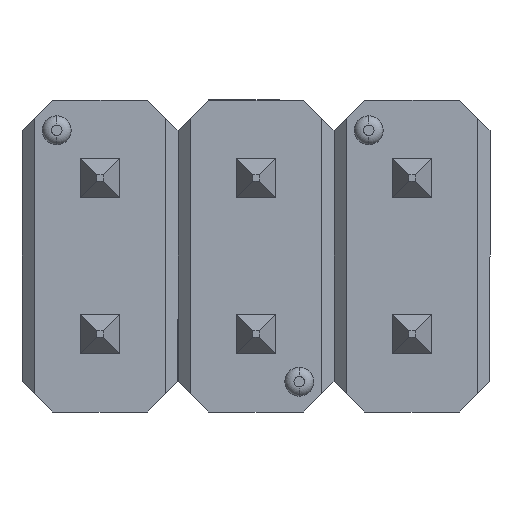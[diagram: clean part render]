
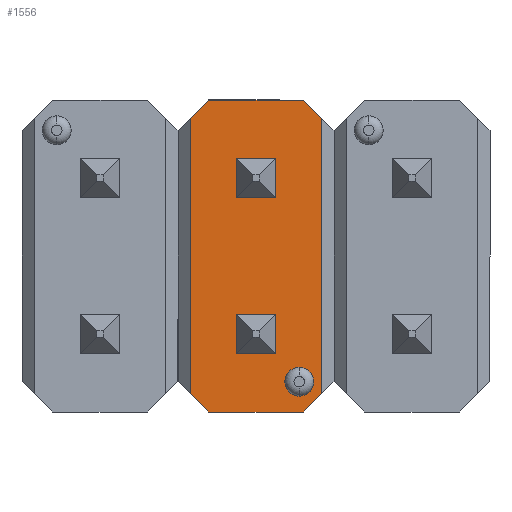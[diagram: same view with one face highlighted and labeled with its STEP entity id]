
A CAD part, front view. The second image highlights one B-rep face of the part: STEP entity #1556.
In plain terms, the highlighted planar face has unit normal (0, -1, 0).
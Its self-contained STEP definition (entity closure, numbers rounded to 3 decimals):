
#10 = LINE ( 'NONE', #408, #682 ) ;
#46 = ORIENTED_EDGE ( 'NONE', *, *, #691, .T. ) ;
#55 = LINE ( 'NONE', #104, #1149 ) ;
#72 = CIRCLE ( 'NONE', #461, 0.236 ) ;
#79 = EDGE_CURVE ( 'NONE', #675, #1162, #1431, .T. ) ;
#101 = VECTOR ( 'NONE', #134, 1000. ) ;
#104 = CARTESIAN_POINT ( 'NONE',  ( 0.77, 0., -2.54 ) ) ;
#134 = DIRECTION ( 'NONE',  ( -0.707, 0., 0.707 ) ) ;
#166 = ORIENTED_EDGE ( 'NONE', *, *, #831, .T. ) ;
#190 = LINE ( 'NONE', #373, #825 ) ;
#209 = DIRECTION ( 'NONE',  ( -0.707, 0., -0.707 ) ) ;
#213 = EDGE_CURVE ( 'NONE', #248, #1072, #879, .T. ) ;
#248 = VERTEX_POINT ( 'NONE', #1044 ) ;
#316 = VERTEX_POINT ( 'NONE', #1356 ) ;
#336 = EDGE_CURVE ( 'NONE', #248, #675, #1570, .T. ) ;
#337 = AXIS2_PLACEMENT_3D ( 'NONE', #541, #676, #1539 ) ;
#373 = CARTESIAN_POINT ( 'NONE',  ( -1.27, 0., -2.04 ) ) ;
#388 = CARTESIAN_POINT ( 'NONE',  ( 0.77, 0., 2.54 ) ) ;
#404 = CARTESIAN_POINT ( 'NONE',  ( -0.704, 0., 2.282 ) ) ;
#408 = CARTESIAN_POINT ( 'NONE',  ( 1.07, 0., 0. ) ) ;
#461 = AXIS2_PLACEMENT_3D ( 'NONE', #725, #1589, #840 ) ;
#489 = LINE ( 'NONE', #1370, #101 ) ;
#494 = AXIS2_PLACEMENT_3D ( 'NONE', #636, #1493, #620 ) ;
#497 = DIRECTION ( 'NONE',  ( 0.707, 0., -0.707 ) ) ;
#499 = DIRECTION ( 'NONE',  ( 0., 0., -1. ) ) ;
#527 = DIRECTION ( 'NONE',  ( 0., 0., 1. ) ) ;
#541 = CARTESIAN_POINT ( 'NONE',  ( 0., 0., 0. ) ) ;
#547 = CARTESIAN_POINT ( 'NONE',  ( -1.27, 0., 2.54 ) ) ;
#553 = EDGE_LOOP ( 'NONE', ( #166, #46 ) ) ;
#609 = VECTOR ( 'NONE', #1013, 1000. ) ;
#620 = DIRECTION ( 'NONE',  ( 0., 0., 1. ) ) ;
#631 = ORIENTED_EDGE ( 'NONE', *, *, #1256, .F. ) ;
#636 = CARTESIAN_POINT ( 'NONE',  ( -0.704, 0., 2.047 ) ) ;
#653 = CARTESIAN_POINT ( 'NONE',  ( -1.27, 0., -2.54 ) ) ;
#657 = ORIENTED_EDGE ( 'NONE', *, *, #79, .T. ) ;
#662 = VERTEX_POINT ( 'NONE', #1487 ) ;
#675 = VERTEX_POINT ( 'NONE', #1108 ) ;
#676 = DIRECTION ( 'NONE',  ( 0., 1., 0. ) ) ;
#682 = VECTOR ( 'NONE', #527, 1000. ) ;
#691 = EDGE_CURVE ( 'NONE', #1288, #1095, #1443, .T. ) ;
#711 = EDGE_CURVE ( 'NONE', #662, #1231, #55, .T. ) ;
#725 = CARTESIAN_POINT ( 'NONE',  ( -0.704, 0., 2.047 ) ) ;
#756 = VECTOR ( 'NONE', #1548, 1000. ) ;
#825 = VECTOR ( 'NONE', #497, 1000. ) ;
#831 = EDGE_CURVE ( 'NONE', #1095, #1288, #72, .T. ) ;
#840 = DIRECTION ( 'NONE',  ( 0., 0., 1. ) ) ;
#879 = LINE ( 'NONE', #547, #756 ) ;
#965 = LINE ( 'NONE', #653, #609 ) ;
#983 = DIRECTION ( 'NONE',  ( 0.707, 0., 0.707 ) ) ;
#1002 = EDGE_CURVE ( 'NONE', #1162, #316, #190, .T. ) ;
#1005 = CARTESIAN_POINT ( 'NONE',  ( 1.07, 0., -2.24 ) ) ;
#1013 = DIRECTION ( 'NONE',  ( -1., 0., 0. ) ) ;
#1044 = CARTESIAN_POINT ( 'NONE',  ( -0.77, 0., 2.54 ) ) ;
#1049 = ORIENTED_EDGE ( 'NONE', *, *, #1002, .T. ) ;
#1059 = EDGE_CURVE ( 'NONE', #1407, #1072, #489, .T. ) ;
#1072 = VERTEX_POINT ( 'NONE', #388 ) ;
#1095 = VERTEX_POINT ( 'NONE', #1623 ) ;
#1108 = CARTESIAN_POINT ( 'NONE',  ( -1.07, 0., 2.24 ) ) ;
#1149 = VECTOR ( 'NONE', #983, 1000. ) ;
#1162 = VERTEX_POINT ( 'NONE', #1524 ) ;
#1195 = FACE_BOUND ( 'NONE', #553, .T. ) ;
#1214 = ORIENTED_EDGE ( 'NONE', *, *, #213, .F. ) ;
#1230 = CARTESIAN_POINT ( 'NONE',  ( -1.07, 0., 0. ) ) ;
#1231 = VERTEX_POINT ( 'NONE', #1005 ) ;
#1236 = EDGE_LOOP ( 'NONE', ( #1474, #657, #1049, #631, #1512, #1473, #1418, #1214 ) ) ;
#1256 = EDGE_CURVE ( 'NONE', #662, #316, #965, .T. ) ;
#1288 = VERTEX_POINT ( 'NONE', #404 ) ;
#1319 = VECTOR ( 'NONE', #209, 1000. ) ;
#1356 = CARTESIAN_POINT ( 'NONE',  ( -0.77, 0., -2.54 ) ) ;
#1370 = CARTESIAN_POINT ( 'NONE',  ( 1.27, 0., 2.04 ) ) ;
#1382 = VECTOR ( 'NONE', #499, 1000. ) ;
#1407 = VERTEX_POINT ( 'NONE', #1546 ) ;
#1410 = PLANE ( 'NONE',  #337 ) ;
#1418 = ORIENTED_EDGE ( 'NONE', *, *, #1059, .T. ) ;
#1431 = LINE ( 'NONE', #1230, #1382 ) ;
#1443 = CIRCLE ( 'NONE', #494, 0.236 ) ;
#1448 = EDGE_CURVE ( 'NONE', #1231, #1407, #10, .T. ) ;
#1473 = ORIENTED_EDGE ( 'NONE', *, *, #1448, .T. ) ;
#1474 = ORIENTED_EDGE ( 'NONE', *, *, #336, .T. ) ;
#1487 = CARTESIAN_POINT ( 'NONE',  ( 0.77, 0., -2.54 ) ) ;
#1493 = DIRECTION ( 'NONE',  ( 0., 1., 0. ) ) ;
#1512 = ORIENTED_EDGE ( 'NONE', *, *, #711, .T. ) ;
#1524 = CARTESIAN_POINT ( 'NONE',  ( -1.07, 0., -2.24 ) ) ;
#1539 = DIRECTION ( 'NONE',  ( 0., 0., 1. ) ) ;
#1546 = CARTESIAN_POINT ( 'NONE',  ( 1.07, 0., 2.24 ) ) ;
#1547 = FACE_OUTER_BOUND ( 'NONE', #1236, .T. ) ;
#1548 = DIRECTION ( 'NONE',  ( 1., 0., 0. ) ) ;
#1556 = ADVANCED_FACE ( 'NONE', ( #1195, #1547 ), #1410, .F. ) ;
#1570 = LINE ( 'NONE', #1584, #1319 ) ;
#1584 = CARTESIAN_POINT ( 'NONE',  ( -0.77, 0., 2.54 ) ) ;
#1589 = DIRECTION ( 'NONE',  ( 0., 1., 0. ) ) ;
#1623 = CARTESIAN_POINT ( 'NONE',  ( -0.704, 0., 1.811 ) ) ;
